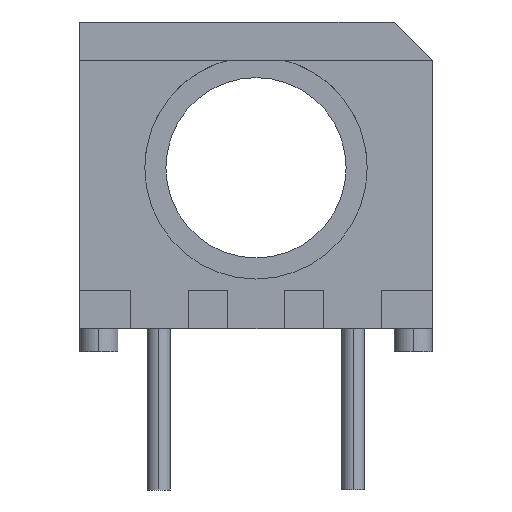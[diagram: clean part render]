
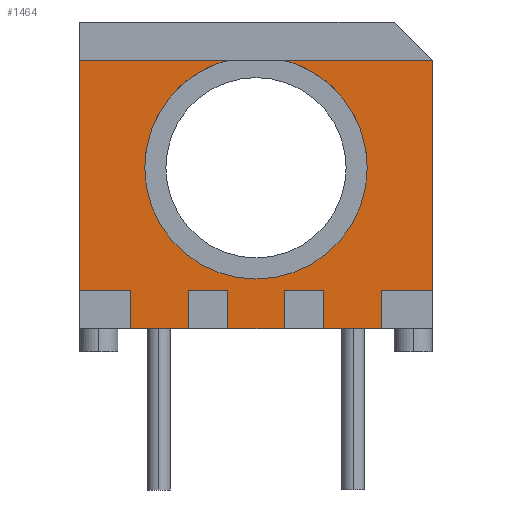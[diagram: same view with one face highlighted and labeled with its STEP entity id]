
A CAD part, left-side view. The second image highlights one B-rep face of the part: STEP entity #1464.
In plain terms, the highlighted planar face has unit normal (-1, 0, 0).
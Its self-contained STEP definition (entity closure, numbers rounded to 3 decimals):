
#1215=CARTESIAN_POINT('',(0.5,2.9,4.8));
#1216=VERTEX_POINT('',#1215);
#1225=CARTESIAN_POINT('',(0.5,-2.9,4.8));
#1226=VERTEX_POINT('',#1225);
#1227=CARTESIAN_POINT('',(0.5,0.,4.8));
#1228=DIRECTION('',(1.0,0.0,0.0));
#1229=DIRECTION('',(0.0,1.0,0.0));
#1230=AXIS2_PLACEMENT_3D('',#1227,#1228,#1229);
#1231=CIRCLE('',#1230,2.9);
#1232=EDGE_CURVE('',#1226,#1216,#1231,.T.);
#1257=CARTESIAN_POINT('',(0.5,-3.27,0.6));
#1258=VERTEX_POINT('',#1257);
#1259=CARTESIAN_POINT('',(0.5,3.27,0.6));
#1260=VERTEX_POINT('',#1259);
#1261=CARTESIAN_POINT('',(0.5,-3.27,0.6));
#1262=DIRECTION('',(0.0,1.0,0.0));
#1263=VECTOR('',#1262,6.54);
#1264=LINE('',#1261,#1263);
#1265=EDGE_CURVE('',#1258,#1260,#1264,.T.);
#1329=CARTESIAN_POINT('',(0.5,-3.27,1.6));
#1330=VERTEX_POINT('',#1329);
#1347=CARTESIAN_POINT('',(0.5,-4.6,1.6));
#1348=VERTEX_POINT('',#1347);
#1355=CARTESIAN_POINT('',(0.5,-3.27,1.6));
#1356=DIRECTION('',(0.0,-1.0,0.0));
#1357=VECTOR('',#1356,1.33);
#1358=LINE('',#1355,#1357);
#1359=EDGE_CURVE('',#1330,#1348,#1358,.T.);
#1386=CARTESIAN_POINT('',(0.5,1.,4.6));
#1387=DIRECTION('',(1.0,0.0,0.0));
#1388=DIRECTION('',(0.0,0.0,-1.0));
#1389=AXIS2_PLACEMENT_3D('',#1386,#1387,#1388);
#1390=PLANE('',#1389);
#1391=CARTESIAN_POINT('',(0.5,4.6,1.6));
#1392=VERTEX_POINT('',#1391);
#1393=CARTESIAN_POINT('',(0.5,4.6,7.6));
#1394=VERTEX_POINT('',#1393);
#1395=CARTESIAN_POINT('',(0.5,4.6,1.6));
#1396=DIRECTION('',(0.0,0.0,1.0));
#1397=VECTOR('',#1396,6.0);
#1398=LINE('',#1395,#1397);
#1399=EDGE_CURVE('',#1392,#1394,#1398,.T.);
#1400=ORIENTED_EDGE('',*,*,#1399,.F.);
#1401=CARTESIAN_POINT('',(0.5,3.27,1.6));
#1402=VERTEX_POINT('',#1401);
#1403=CARTESIAN_POINT('',(0.5,4.6,1.6));
#1404=DIRECTION('',(0.0,-1.0,0.0));
#1405=VECTOR('',#1404,1.33);
#1406=LINE('',#1403,#1405);
#1407=EDGE_CURVE('',#1392,#1402,#1406,.T.);
#1408=ORIENTED_EDGE('',*,*,#1407,.T.);
#1409=CARTESIAN_POINT('',(0.5,3.27,1.6));
#1410=DIRECTION('',(0.0,0.0,-1.0));
#1411=VECTOR('',#1410,1.);
#1412=LINE('',#1409,#1411);
#1413=EDGE_CURVE('',#1402,#1260,#1412,.T.);
#1414=ORIENTED_EDGE('',*,*,#1413,.T.);
#1415=ORIENTED_EDGE('',*,*,#1265,.F.);
#1416=CARTESIAN_POINT('',(0.5,-3.27,1.6));
#1417=DIRECTION('',(0.0,0.0,-1.0));
#1418=VECTOR('',#1417,1.0);
#1419=LINE('',#1416,#1418);
#1420=EDGE_CURVE('',#1258,#1330,#1419,.F.);
#1421=ORIENTED_EDGE('',*,*,#1420,.T.);
#1422=ORIENTED_EDGE('',*,*,#1359,.T.);
#1423=CARTESIAN_POINT('',(0.5,-4.6,7.6));
#1424=VERTEX_POINT('',#1423);
#1425=CARTESIAN_POINT('',(0.5,-4.6,7.6));
#1426=DIRECTION('',(0.0,0.0,-1.0));
#1427=VECTOR('',#1426,6.0);
#1428=LINE('',#1425,#1427);
#1429=EDGE_CURVE('',#1424,#1348,#1428,.T.);
#1430=ORIENTED_EDGE('',*,*,#1429,.F.);
#1431=CARTESIAN_POINT('',(0.5,-0.755,7.6));
#1432=VERTEX_POINT('',#1431);
#1433=CARTESIAN_POINT('',(0.5,-4.6,7.6));
#1434=DIRECTION('',(0.0,1.0,0.0));
#1435=VECTOR('',#1434,3.845);
#1436=LINE('',#1433,#1435);
#1437=EDGE_CURVE('',#1424,#1432,#1436,.T.);
#1438=ORIENTED_EDGE('',*,*,#1437,.T.);
#1439=CARTESIAN_POINT('',(0.5,0.,4.8));
#1440=DIRECTION('',(1.0,0.0,0.0));
#1441=DIRECTION('',(0.0,1.0,0.0));
#1442=AXIS2_PLACEMENT_3D('',#1439,#1440,#1441);
#1443=CIRCLE('',#1442,2.9);
#1444=EDGE_CURVE('',#1432,#1226,#1443,.T.);
#1445=ORIENTED_EDGE('',*,*,#1444,.T.);
#1446=ORIENTED_EDGE('',*,*,#1232,.T.);
#1447=CARTESIAN_POINT('',(0.5,0.755,7.6));
#1448=VERTEX_POINT('',#1447);
#1449=CARTESIAN_POINT('',(0.5,0.,4.8));
#1450=DIRECTION('',(1.0,0.0,0.0));
#1451=DIRECTION('',(0.0,1.0,0.0));
#1452=AXIS2_PLACEMENT_3D('',#1449,#1450,#1451);
#1453=CIRCLE('',#1452,2.9);
#1454=EDGE_CURVE('',#1216,#1448,#1453,.T.);
#1455=ORIENTED_EDGE('',*,*,#1454,.T.);
#1456=CARTESIAN_POINT('',(0.5,0.755,7.6));
#1457=DIRECTION('',(0.0,1.0,0.0));
#1458=VECTOR('',#1457,3.845);
#1459=LINE('',#1456,#1458);
#1460=EDGE_CURVE('',#1448,#1394,#1459,.T.);
#1461=ORIENTED_EDGE('',*,*,#1460,.T.);
#1462=EDGE_LOOP('',(#1400,#1408,#1414,#1415,#1421,#1422,#1430,#1438,#1445,#1446,#1455,#1461));
#1463=FACE_OUTER_BOUND('',#1462,.T.);
#1464=ADVANCED_FACE('',(#1463),#1390,.F.);
